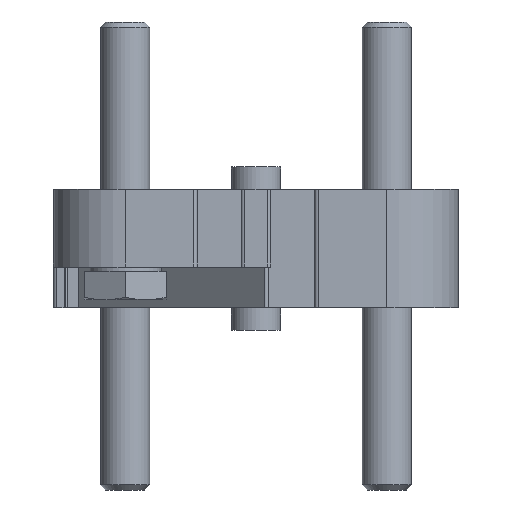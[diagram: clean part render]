
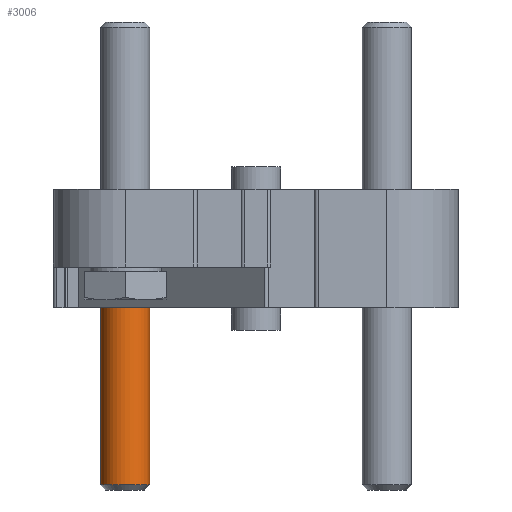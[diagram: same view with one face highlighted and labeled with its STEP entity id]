
A CAD part, front view. The second image highlights one B-rep face of the part: STEP entity #3006.
In plain terms, the highlighted cylindrical face has radius 3 mm (diameter 6 mm), a full revolution.
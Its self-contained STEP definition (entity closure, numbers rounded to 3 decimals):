
#209=CIRCLE('',#3353,3.);
#210=CIRCLE('',#3355,3.);
#279=CYLINDRICAL_SURFACE('',#3354,3.);
#1093=ORIENTED_EDGE('',*,*,#1538,.F.);
#1094=ORIENTED_EDGE('',*,*,#1537,.T.);
#1537=EDGE_CURVE('',#1833,#1833,#209,.T.);
#1538=EDGE_CURVE('',#1834,#1834,#210,.T.);
#1833=VERTEX_POINT('',#5151);
#1834=VERTEX_POINT('',#5154);
#2558=EDGE_LOOP('',(#1093));
#2559=EDGE_LOOP('',(#1094));
#2754=FACE_BOUND('',#2558,.T.);
#2755=FACE_BOUND('',#2559,.T.);
#3006=ADVANCED_FACE('',(#2754,#2755),#279,.T.);
#3353=AXIS2_PLACEMENT_3D('',#5150,#4224,#4225);
#3354=AXIS2_PLACEMENT_3D('',#5152,#4226,#4227);
#3355=AXIS2_PLACEMENT_3D('',#5153,#4228,#4229);
#4224=DIRECTION('',(1.,0.,0.));
#4225=DIRECTION('',(0.,0.,-1.));
#4226=DIRECTION('',(1.,0.,0.));
#4227=DIRECTION('',(0.,0.,-1.));
#4228=DIRECTION('',(1.,0.,0.));
#4229=DIRECTION('',(0.,0.,-1.));
#5150=CARTESIAN_POINT('',(0.,0.,0.));
#5151=CARTESIAN_POINT('',(0.,0.,-3.));
#5152=CARTESIAN_POINT('',(30.,0.,0.));
#5153=CARTESIAN_POINT('',(29.387,0.,0.));
#5154=CARTESIAN_POINT('',(29.387,0.,-3.));
